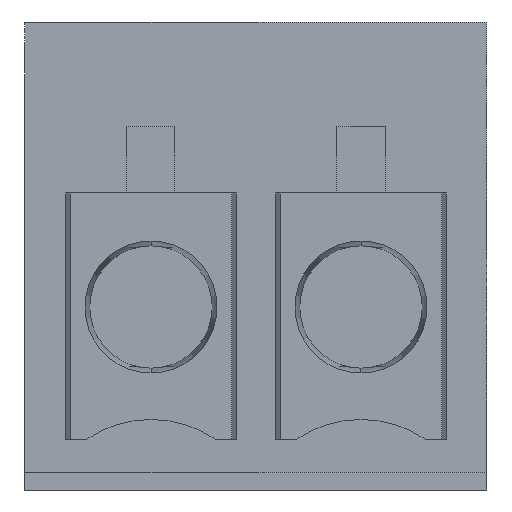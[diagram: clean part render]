
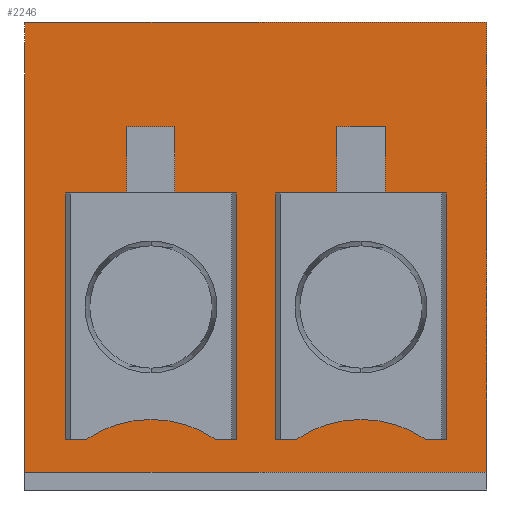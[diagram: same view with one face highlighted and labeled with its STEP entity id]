
A CAD part, front view. The second image highlights one B-rep face of the part: STEP entity #2246.
In plain terms, the highlighted planar face has unit normal (0, -1, 0).
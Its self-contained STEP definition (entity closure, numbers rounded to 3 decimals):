
#40=DIRECTION('',(0.,0.,-1.));
#41=VECTOR('',#40,7.5);
#42=CARTESIAN_POINT('',(4.8,6.6,0.));
#43=LINE('',#42,#41);
#87=DIRECTION('',(-1.,0.,0.));
#88=VECTOR('',#87,2.85);
#89=CARTESIAN_POINT('',(8.325,6.6,-2.85));
#90=LINE('',#89,#88);
#91=DIRECTION('',(0.,0.,-1.));
#92=VECTOR('',#91,4.1);
#93=CARTESIAN_POINT('',(5.475,6.6,-2.85));
#94=LINE('',#93,#92);
#95=DIRECTION('',(1.,0.,0.));
#96=VECTOR('',#95,0.355);
#97=CARTESIAN_POINT('',(5.475,6.6,-6.95));
#98=LINE('',#97,#96);
#99=CARTESIAN_POINT('',(6.9,6.6,-8.55));
#100=DIRECTION('',(0.,1.,0.));
#101=DIRECTION('',(-0.556,0.,0.831));
#102=AXIS2_PLACEMENT_3D('',#99,#100,#101);
#104=CARTESIAN_POINT('',(6.9,6.6,-8.55));
#105=DIRECTION('',(0.,1.,0.));
#106=DIRECTION('',(0.,0.,1.));
#107=AXIS2_PLACEMENT_3D('',#104,#105,#106);
#109=DIRECTION('',(1.,0.,0.));
#110=VECTOR('',#109,0.355);
#111=CARTESIAN_POINT('',(7.97,6.6,-6.95));
#112=LINE('',#111,#110);
#113=DIRECTION('',(0.,0.,1.));
#114=VECTOR('',#113,4.1);
#115=CARTESIAN_POINT('',(8.325,6.6,-6.95));
#116=LINE('',#115,#114);
#117=DIRECTION('',(1.,0.,0.));
#118=VECTOR('',#117,0.355);
#119=CARTESIAN_POINT('',(11.47,6.6,-6.95));
#120=LINE('',#119,#118);
#121=DIRECTION('',(0.,0.,1.));
#122=VECTOR('',#121,4.1);
#123=CARTESIAN_POINT('',(11.825,6.6,-6.95));
#124=LINE('',#123,#122);
#125=DIRECTION('',(-1.,0.,0.));
#126=VECTOR('',#125,2.85);
#127=CARTESIAN_POINT('',(11.825,6.6,-2.85));
#128=LINE('',#127,#126);
#129=DIRECTION('',(0.,0.,-1.));
#130=VECTOR('',#129,4.1);
#131=CARTESIAN_POINT('',(8.975,6.6,-2.85));
#132=LINE('',#131,#130);
#133=DIRECTION('',(1.,0.,0.));
#134=VECTOR('',#133,0.355);
#135=CARTESIAN_POINT('',(8.975,6.6,-6.95));
#136=LINE('',#135,#134);
#137=CARTESIAN_POINT('',(10.4,6.6,-8.55));
#138=DIRECTION('',(0.,1.,0.));
#139=DIRECTION('',(-0.556,0.,0.831));
#140=AXIS2_PLACEMENT_3D('',#137,#138,#139);
#142=CARTESIAN_POINT('',(10.4,6.6,-8.55));
#143=DIRECTION('',(0.,1.,0.));
#144=DIRECTION('',(0.,0.,1.));
#145=AXIS2_PLACEMENT_3D('',#142,#143,#144);
#147=DIRECTION('',(-1.,0.,0.));
#148=VECTOR('',#147,7.7);
#149=CARTESIAN_POINT('',(12.5,6.6,-7.5));
#150=LINE('',#149,#148);
#151=DIRECTION('',(1.,0.,0.));
#152=VECTOR('',#151,7.7);
#153=CARTESIAN_POINT('',(4.8,6.6,0.));
#154=LINE('',#153,#152);
#419=DIRECTION('',(0.,0.,1.));
#420=VECTOR('',#419,7.5);
#421=CARTESIAN_POINT('',(12.5,6.6,-7.5));
#422=LINE('',#421,#420);
#1678=CARTESIAN_POINT('',(4.8,6.6,0.));
#1679=VERTEX_POINT('',#1678);
#1680=CARTESIAN_POINT('',(12.5,6.6,0.));
#1681=VERTEX_POINT('',#1680);
#1682=CARTESIAN_POINT('',(8.325,6.6,-2.85));
#1683=CARTESIAN_POINT('',(5.475,6.6,-2.85));
#1684=VERTEX_POINT('',#1682);
#1685=VERTEX_POINT('',#1683);
#1686=CARTESIAN_POINT('',(5.475,6.6,-6.95));
#1687=VERTEX_POINT('',#1686);
#1688=CARTESIAN_POINT('',(5.83,6.6,-6.95));
#1689=VERTEX_POINT('',#1688);
#1690=CARTESIAN_POINT('',(6.9,6.6,-6.625));
#1691=VERTEX_POINT('',#1690);
#1692=CARTESIAN_POINT('',(7.97,6.6,-6.95));
#1693=VERTEX_POINT('',#1692);
#1694=CARTESIAN_POINT('',(8.325,6.6,-6.95));
#1695=VERTEX_POINT('',#1694);
#1696=CARTESIAN_POINT('',(11.47,6.6,-6.95));
#1697=CARTESIAN_POINT('',(11.825,6.6,-6.95));
#1698=VERTEX_POINT('',#1696);
#1699=VERTEX_POINT('',#1697);
#1700=CARTESIAN_POINT('',(11.825,6.6,-2.85));
#1701=VERTEX_POINT('',#1700);
#1702=CARTESIAN_POINT('',(8.975,6.6,-2.85));
#1703=VERTEX_POINT('',#1702);
#1704=CARTESIAN_POINT('',(8.975,6.6,-6.95));
#1705=VERTEX_POINT('',#1704);
#1706=CARTESIAN_POINT('',(9.33,6.6,-6.95));
#1707=VERTEX_POINT('',#1706);
#1708=CARTESIAN_POINT('',(10.4,6.6,-6.625));
#1709=VERTEX_POINT('',#1708);
#2158=CARTESIAN_POINT('',(4.8,6.6,-7.5));
#2159=VERTEX_POINT('',#2158);
#2164=CARTESIAN_POINT('',(12.5,6.6,-7.5));
#2165=VERTEX_POINT('',#2164);
#2200=CARTESIAN_POINT('',(4.325,6.6,-3.75));
#2201=DIRECTION('',(0.,1.,0.));
#2202=DIRECTION('',(0.,0.,-1.));
#2203=AXIS2_PLACEMENT_3D('',#2200,#2201,#2202);
#2204=PLANE('',#2203);
#2206=ORIENTED_EDGE('',*,*,#2205,.F.);
#2208=ORIENTED_EDGE('',*,*,#2207,.T.);
#2209=ORIENTED_EDGE('',*,*,#2171,.F.);
#2211=ORIENTED_EDGE('',*,*,#2210,.T.);
#2212=EDGE_LOOP('',(#2206,#2208,#2209,#2211));
#2213=FACE_OUTER_BOUND('',#2212,.F.);
#2215=ORIENTED_EDGE('',*,*,#2214,.T.);
#2217=ORIENTED_EDGE('',*,*,#2216,.T.);
#2219=ORIENTED_EDGE('',*,*,#2218,.T.);
#2221=ORIENTED_EDGE('',*,*,#2220,.T.);
#2223=ORIENTED_EDGE('',*,*,#2222,.T.);
#2225=ORIENTED_EDGE('',*,*,#2224,.T.);
#2227=ORIENTED_EDGE('',*,*,#2226,.T.);
#2228=EDGE_LOOP('',(#2215,#2217,#2219,#2221,#2223,#2225,#2227));
#2229=FACE_BOUND('',#2228,.F.);
#2231=ORIENTED_EDGE('',*,*,#2230,.T.);
#2233=ORIENTED_EDGE('',*,*,#2232,.T.);
#2235=ORIENTED_EDGE('',*,*,#2234,.T.);
#2237=ORIENTED_EDGE('',*,*,#2236,.T.);
#2239=ORIENTED_EDGE('',*,*,#2238,.T.);
#2241=ORIENTED_EDGE('',*,*,#2240,.T.);
#2243=ORIENTED_EDGE('',*,*,#2242,.T.);
#2244=EDGE_LOOP('',(#2231,#2233,#2235,#2237,#2239,#2241,#2243));
#2245=FACE_BOUND('',#2244,.F.);
#103=CIRCLE('',#102,1.925);
#108=CIRCLE('',#107,1.925);
#141=CIRCLE('',#140,1.925);
#146=CIRCLE('',#145,1.925);
#2171=EDGE_CURVE('',#1679,#2159,#43,.T.);
#2205=EDGE_CURVE('',#2165,#1681,#422,.T.);
#2207=EDGE_CURVE('',#2165,#2159,#150,.T.);
#2210=EDGE_CURVE('',#1679,#1681,#154,.T.);
#2214=EDGE_CURVE('',#1698,#1699,#120,.T.);
#2216=EDGE_CURVE('',#1699,#1701,#124,.T.);
#2218=EDGE_CURVE('',#1701,#1703,#128,.T.);
#2220=EDGE_CURVE('',#1703,#1705,#132,.T.);
#2222=EDGE_CURVE('',#1705,#1707,#136,.T.);
#2224=EDGE_CURVE('',#1707,#1709,#141,.T.);
#2226=EDGE_CURVE('',#1709,#1698,#146,.T.);
#2230=EDGE_CURVE('',#1684,#1685,#90,.T.);
#2232=EDGE_CURVE('',#1685,#1687,#94,.T.);
#2234=EDGE_CURVE('',#1687,#1689,#98,.T.);
#2236=EDGE_CURVE('',#1689,#1691,#103,.T.);
#2238=EDGE_CURVE('',#1691,#1693,#108,.T.);
#2240=EDGE_CURVE('',#1693,#1695,#112,.T.);
#2242=EDGE_CURVE('',#1695,#1684,#116,.T.);
#2246=ADVANCED_FACE('',(#2213,#2229,#2245),#2204,.F.);
